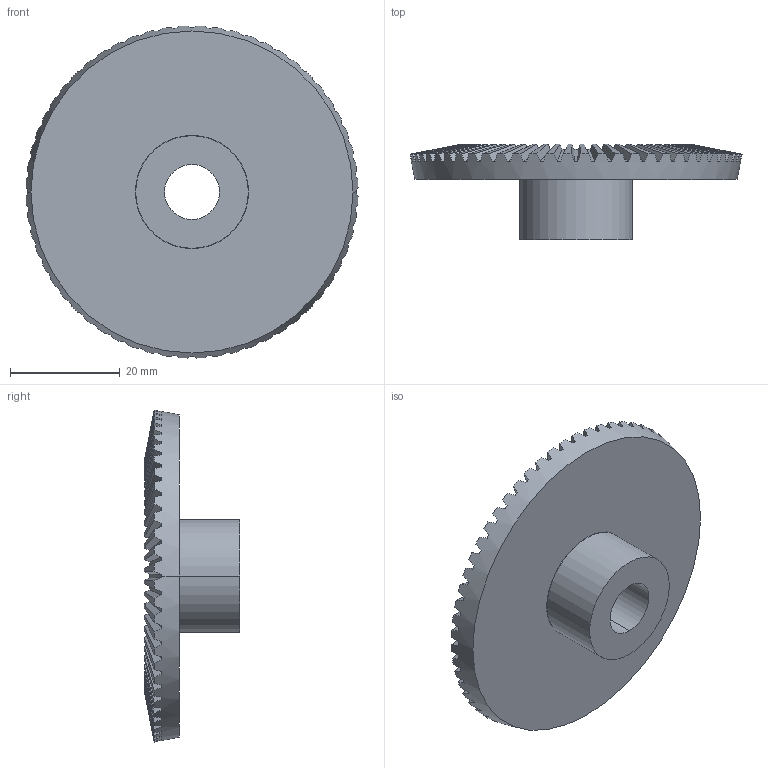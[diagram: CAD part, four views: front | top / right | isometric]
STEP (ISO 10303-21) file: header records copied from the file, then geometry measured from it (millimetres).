
FILE_DESCRIPTION(('STEP AP214'),'1');
FILE_NAME('p101260-60.stp','2019-08-13T11:38:57',('TraceParts'),('TraceParts S.A.'),'Spatial InterOp 3D',' ',' ');
FILE_SCHEMA(('AUTOMOTIVE_DESIGN { 1 0 10303 214 1 1 1 1 }'));
Length unit declared in the file: millimetre
Products named in the file (1): p101260-60
Bounding box: 60.38 x 17.4 x 60.38 mm (x, y, z)
Volume: 15544.6 mm3; surface area: 8505 mm2
Topology: 1 solids, 1 shells, 253 faces, 751 edges, 501 vertices
Faces by surface type: plane 183, cone 64, cylinder 4, torus 2
Entity records: 8695 total; most frequent: CARTESIAN_POINT 1746, DIRECTION 1642, ORIENTED_EDGE 1502, AXIS2_PLACEMENT_3D 757, EDGE_CURVE 751, VERTEX_POINT 501, ELLIPSE 364, EDGE_LOOP 256
